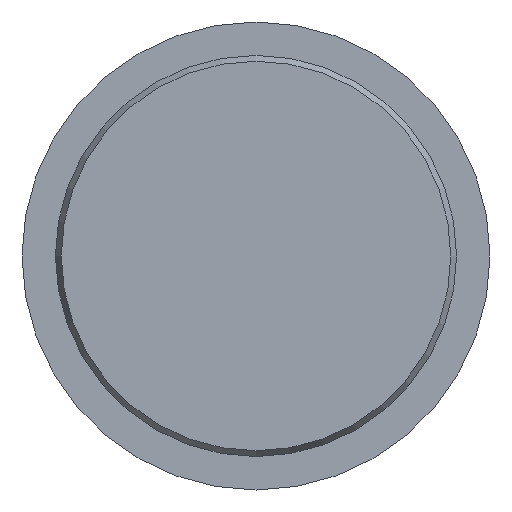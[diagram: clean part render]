
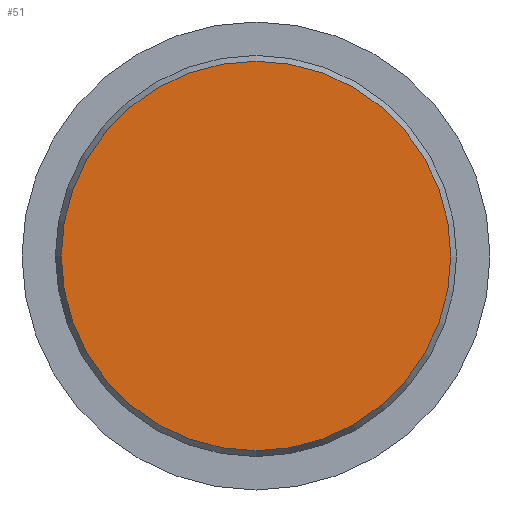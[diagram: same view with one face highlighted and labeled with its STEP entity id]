
A CAD part, front view. The second image highlights one B-rep face of the part: STEP entity #51.
In plain terms, the highlighted planar face has unit normal (0, -1, 0).
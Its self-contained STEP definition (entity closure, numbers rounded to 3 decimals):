
#51 = ADVANCED_FACE( '', ( #106 ), #107, .F. );
#106 = FACE_OUTER_BOUND( '', #156, .T. );
#107 = PLANE( '', #157 );
#156 = EDGE_LOOP( '', ( #216 ) );
#157 = AXIS2_PLACEMENT_3D( '', #217, #218, #219 );
#216 = ORIENTED_EDGE( '', *, *, #240, .F. );
#217 = CARTESIAN_POINT( '', ( 0., 0., 0. ) );
#218 = DIRECTION( '', ( 0., 1., 0. ) );
#219 = DIRECTION( '', ( -1., 0., 0. ) );
#240 = EDGE_CURVE( '', #267, #267, #268, .T. );
#267 = VERTEX_POINT( '', #296 );
#268 = CIRCLE( '', #297, 5.827 );
#296 = CARTESIAN_POINT( '', ( -5.827, 0., 0. ) );
#297 = AXIS2_PLACEMENT_3D( '', #326, #327, #328 );
#326 = CARTESIAN_POINT( '', ( 0., 0., 0. ) );
#327 = DIRECTION( '', ( 0., 1., 0. ) );
#328 = DIRECTION( '', ( -1., 0., 0. ) );
